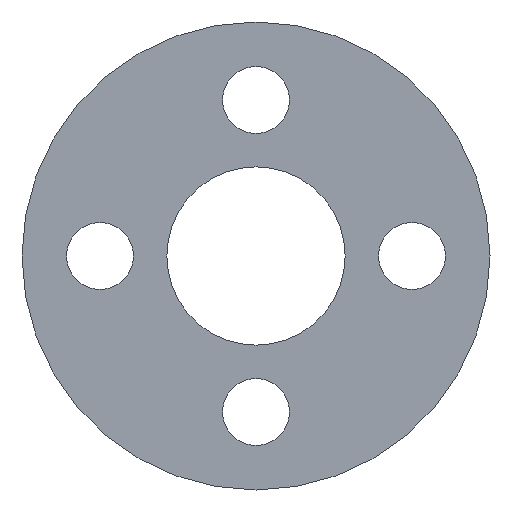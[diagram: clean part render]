
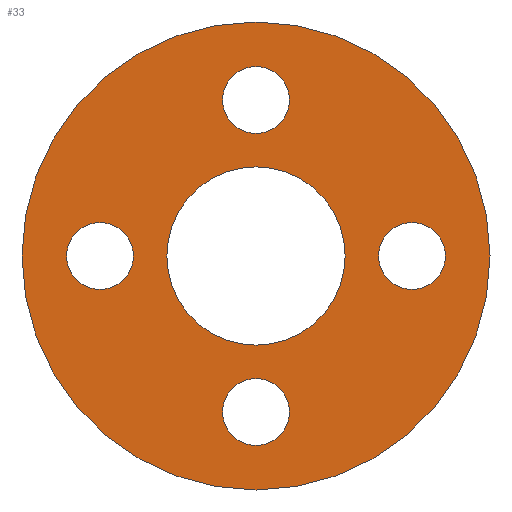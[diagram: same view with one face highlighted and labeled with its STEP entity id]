
A CAD part, front view. The second image highlights one B-rep face of the part: STEP entity #33.
In plain terms, the highlighted planar face has unit normal (0, -1, 0).
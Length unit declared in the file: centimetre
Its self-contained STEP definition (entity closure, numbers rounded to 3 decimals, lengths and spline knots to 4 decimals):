
#2 = DIRECTION ( 'NONE',  ( 0., 0., 1. ) ) ;
#7 = CIRCLE ( 'NONE', #76, 0.15 ) ;
#15 = CARTESIAN_POINT ( 'NONE',  ( 0., 0., 0. ) ) ;
#17 = CIRCLE ( 'NONE', #244, 1.05 ) ;
#21 = EDGE_CURVE ( 'NONE', #107, #26, #168, .T. ) ;
#22 = ORIENTED_EDGE ( 'NONE', *, *, #148, .T. ) ;
#24 = ORIENTED_EDGE ( 'NONE', *, *, #331, .T. ) ;
#26 = VERTEX_POINT ( 'NONE', #364 ) ;
#28 = DIRECTION ( 'NONE',  ( 0., 0., 1. ) ) ;
#31 = VERTEX_POINT ( 'NONE', #408 ) ;
#33 = ADVANCED_FACE ( 'NONE', ( #534, #459, #415, #210, #207, #296 ), #537, .F. ) ;
#34 = VERTEX_POINT ( 'NONE', #504 ) ;
#36 = DIRECTION ( 'NONE',  ( 0., 1., 0. ) ) ;
#37 = DIRECTION ( 'NONE',  ( 0., 1., 0. ) ) ;
#38 = AXIS2_PLACEMENT_3D ( 'NONE', #73, #198, #412 ) ;
#42 = AXIS2_PLACEMENT_3D ( 'NONE', #372, #36, #171 ) ;
#52 = ORIENTED_EDGE ( 'NONE', *, *, #21, .T. ) ;
#70 = VERTEX_POINT ( 'NONE', #514 ) ;
#73 = CARTESIAN_POINT ( 'NONE',  ( 0., 0., 0. ) ) ;
#76 = AXIS2_PLACEMENT_3D ( 'NONE', #417, #37, #330 ) ;
#82 = CARTESIAN_POINT ( 'NONE',  ( -0.7, 0., 0.15 ) ) ;
#85 = CARTESIAN_POINT ( 'NONE',  ( 0., 0., 0.7 ) ) ;
#89 = AXIS2_PLACEMENT_3D ( 'NONE', #100, #467, #271 ) ;
#90 = EDGE_LOOP ( 'NONE', ( #52, #334 ) ) ;
#91 = DIRECTION ( 'NONE',  ( 0., 0., 1. ) ) ;
#96 = EDGE_CURVE ( 'NONE', #34, #99, #542, .T. ) ;
#99 = VERTEX_POINT ( 'NONE', #263 ) ;
#100 = CARTESIAN_POINT ( 'NONE',  ( 0.7, 0., 0. ) ) ;
#101 = DIRECTION ( 'NONE',  ( 0., 0., 1. ) ) ;
#103 = AXIS2_PLACEMENT_3D ( 'NONE', #465, #256, #91 ) ;
#107 = VERTEX_POINT ( 'NONE', #468 ) ;
#122 = AXIS2_PLACEMENT_3D ( 'NONE', #328, #161, #212 ) ;
#125 = EDGE_CURVE ( 'NONE', #493, #200, #446, .T. ) ;
#134 = CARTESIAN_POINT ( 'NONE',  ( 0.7, 0., 0. ) ) ;
#142 = DIRECTION ( 'NONE',  ( 0., 1., 0. ) ) ;
#148 = EDGE_CURVE ( 'NONE', #200, #493, #475, .T. ) ;
#150 = AXIS2_PLACEMENT_3D ( 'NONE', #544, #414, #28 ) ;
#158 = EDGE_CURVE ( 'NONE', #70, #488, #423, .T. ) ;
#161 = DIRECTION ( 'NONE',  ( 0., 1., 0. ) ) ;
#168 = CIRCLE ( 'NONE', #38, 0.4 ) ;
#171 = DIRECTION ( 'NONE',  ( 0., 0., 1. ) ) ;
#180 = DIRECTION ( 'NONE',  ( 0., 1., 0. ) ) ;
#185 = CARTESIAN_POINT ( 'NONE',  ( 0., 0., 0.85 ) ) ;
#197 = EDGE_LOOP ( 'NONE', ( #22, #380 ) ) ;
#198 = DIRECTION ( 'NONE',  ( 0., 1., 0. ) ) ;
#200 = VERTEX_POINT ( 'NONE', #185 ) ;
#202 = CIRCLE ( 'NONE', #327, 0.15 ) ;
#207 = FACE_BOUND ( 'NONE', #90, .T. ) ;
#210 = FACE_BOUND ( 'NONE', #466, .T. ) ;
#212 = DIRECTION ( 'NONE',  ( 0., 0., 1. ) ) ;
#218 = ORIENTED_EDGE ( 'NONE', *, *, #241, .T. ) ;
#223 = DIRECTION ( 'NONE',  ( 0., 0., 1. ) ) ;
#224 = EDGE_CURVE ( 'NONE', #488, #70, #17, .T. ) ;
#230 = CARTESIAN_POINT ( 'NONE',  ( 0., 0., -0.7 ) ) ;
#231 = ORIENTED_EDGE ( 'NONE', *, *, #235, .T. ) ;
#235 = EDGE_CURVE ( 'NONE', #286, #344, #202, .T. ) ;
#240 = CARTESIAN_POINT ( 'NONE',  ( 0., 0., 1.05 ) ) ;
#241 = EDGE_CURVE ( 'NONE', #344, #286, #381, .T. ) ;
#244 = AXIS2_PLACEMENT_3D ( 'NONE', #15, #180, #341 ) ;
#249 = EDGE_LOOP ( 'NONE', ( #251, #294 ) ) ;
#251 = ORIENTED_EDGE ( 'NONE', *, *, #158, .F. ) ;
#256 = DIRECTION ( 'NONE',  ( 0., 1., 0. ) ) ;
#263 = CARTESIAN_POINT ( 'NONE',  ( 0., 0., -0.55 ) ) ;
#265 = CARTESIAN_POINT ( 'NONE',  ( 0.7, 0., -0.15 ) ) ;
#266 = EDGE_CURVE ( 'NONE', #26, #107, #471, .T. ) ;
#271 = DIRECTION ( 'NONE',  ( 0., 0., 1. ) ) ;
#280 = AXIS2_PLACEMENT_3D ( 'NONE', #308, #438, #223 ) ;
#282 = ORIENTED_EDGE ( 'NONE', *, *, #396, .T. ) ;
#286 = VERTEX_POINT ( 'NONE', #265 ) ;
#294 = ORIENTED_EDGE ( 'NONE', *, *, #224, .F. ) ;
#296 = FACE_OUTER_BOUND ( 'NONE', #249, .T. ) ;
#297 = ORIENTED_EDGE ( 'NONE', *, *, #96, .T. ) ;
#301 = AXIS2_PLACEMENT_3D ( 'NONE', #85, #142, #311 ) ;
#308 = CARTESIAN_POINT ( 'NONE',  ( 0., 0., 0. ) ) ;
#311 = DIRECTION ( 'NONE',  ( 0., 0., 1. ) ) ;
#324 = AXIS2_PLACEMENT_3D ( 'NONE', #507, #476, #436 ) ;
#327 = AXIS2_PLACEMENT_3D ( 'NONE', #134, #345, #101 ) ;
#328 = CARTESIAN_POINT ( 'NONE',  ( -0.7, 0., 0. ) ) ;
#330 = DIRECTION ( 'NONE',  ( 0., 0., 1. ) ) ;
#331 = EDGE_CURVE ( 'NONE', #99, #34, #357, .T. ) ;
#334 = ORIENTED_EDGE ( 'NONE', *, *, #266, .T. ) ;
#336 = EDGE_CURVE ( 'NONE', #31, #386, #392, .T. ) ;
#341 = DIRECTION ( 'NONE',  ( 0., 0., 1. ) ) ;
#344 = VERTEX_POINT ( 'NONE', #411 ) ;
#345 = DIRECTION ( 'NONE',  ( 0., 1., 0. ) ) ;
#352 = AXIS2_PLACEMENT_3D ( 'NONE', #230, #385, #2 ) ;
#357 = CIRCLE ( 'NONE', #150, 0.15 ) ;
#364 = CARTESIAN_POINT ( 'NONE',  ( 0., 0., -0.4 ) ) ;
#372 = CARTESIAN_POINT ( 'NONE',  ( 0., 0., 0. ) ) ;
#373 = EDGE_LOOP ( 'NONE', ( #218, #231 ) ) ;
#380 = ORIENTED_EDGE ( 'NONE', *, *, #125, .T. ) ;
#381 = CIRCLE ( 'NONE', #89, 0.15 ) ;
#385 = DIRECTION ( 'NONE',  ( 0., 1., 0. ) ) ;
#386 = VERTEX_POINT ( 'NONE', #82 ) ;
#392 = CIRCLE ( 'NONE', #122, 0.15 ) ;
#396 = EDGE_CURVE ( 'NONE', #386, #31, #7, .T. ) ;
#398 = EDGE_LOOP ( 'NONE', ( #24, #297 ) ) ;
#408 = CARTESIAN_POINT ( 'NONE',  ( -0.7, 0., -0.15 ) ) ;
#411 = CARTESIAN_POINT ( 'NONE',  ( 0.7, 0., 0.15 ) ) ;
#412 = DIRECTION ( 'NONE',  ( 0., 0., 1. ) ) ;
#414 = DIRECTION ( 'NONE',  ( 0., 1., 0. ) ) ;
#415 = FACE_BOUND ( 'NONE', #197, .T. ) ;
#417 = CARTESIAN_POINT ( 'NONE',  ( -0.7, 0., 0. ) ) ;
#423 = CIRCLE ( 'NONE', #324, 1.05 ) ;
#436 = DIRECTION ( 'NONE',  ( 0., 0., 1. ) ) ;
#438 = DIRECTION ( 'NONE',  ( 0., 1., 0. ) ) ;
#444 = CARTESIAN_POINT ( 'NONE',  ( 0., 0., 0.55 ) ) ;
#446 = CIRCLE ( 'NONE', #103, 0.15 ) ;
#459 = FACE_BOUND ( 'NONE', #373, .T. ) ;
#465 = CARTESIAN_POINT ( 'NONE',  ( 0., 0., 0.7 ) ) ;
#466 = EDGE_LOOP ( 'NONE', ( #282, #543 ) ) ;
#467 = DIRECTION ( 'NONE',  ( 0., 1., 0. ) ) ;
#468 = CARTESIAN_POINT ( 'NONE',  ( 0., 0., 0.4 ) ) ;
#471 = CIRCLE ( 'NONE', #280, 0.4 ) ;
#475 = CIRCLE ( 'NONE', #301, 0.15 ) ;
#476 = DIRECTION ( 'NONE',  ( 0., 1., 0. ) ) ;
#488 = VERTEX_POINT ( 'NONE', #240 ) ;
#493 = VERTEX_POINT ( 'NONE', #444 ) ;
#504 = CARTESIAN_POINT ( 'NONE',  ( 0., 0., -0.85 ) ) ;
#507 = CARTESIAN_POINT ( 'NONE',  ( 0., 0., 0. ) ) ;
#514 = CARTESIAN_POINT ( 'NONE',  ( 0., 0., -1.05 ) ) ;
#534 = FACE_BOUND ( 'NONE', #398, .T. ) ;
#537 = PLANE ( 'NONE',  #42 ) ;
#542 = CIRCLE ( 'NONE', #352, 0.15 ) ;
#543 = ORIENTED_EDGE ( 'NONE', *, *, #336, .T. ) ;
#544 = CARTESIAN_POINT ( 'NONE',  ( 0., 0., -0.7 ) ) ;
